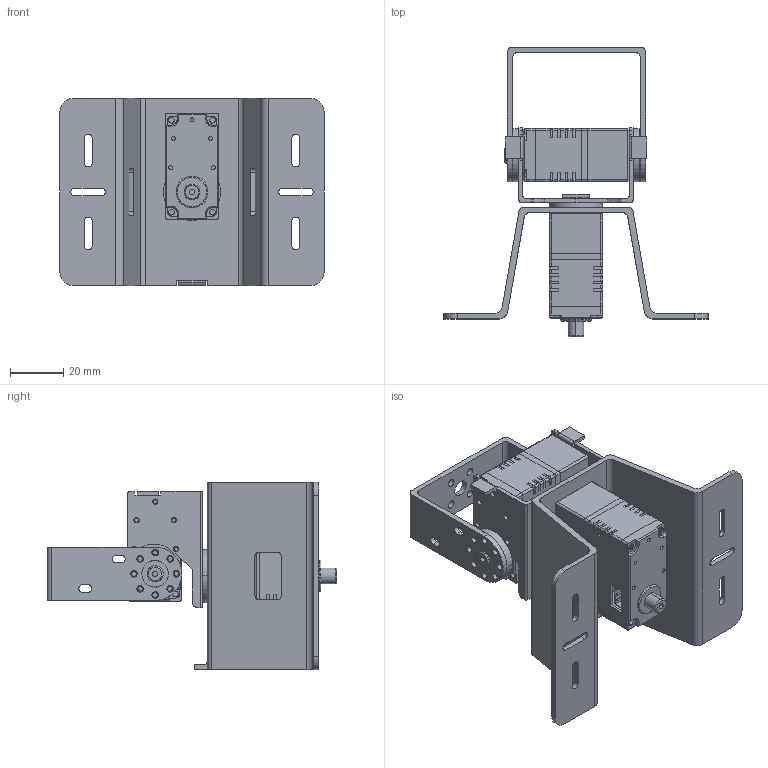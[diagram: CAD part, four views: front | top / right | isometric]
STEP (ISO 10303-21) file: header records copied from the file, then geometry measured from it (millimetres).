
FILE_DESCRIPTION (( 'STEP AP203' ), '1' );
FILE_NAME ('二自由度云台.STEP', '2024-07-05T02:26:38', ( 'Windows 用户' ), ( '' ), 'SwSTEP 2.0', 'SolidWorks 2021', '' );
FILE_SCHEMA (( 'CONFIG_CONTROL_DESIGN' ));
Length unit declared in the file: millimetre
Products named in the file (14): ____________.STEP; ____________-0.STEP; 媼赻蚕僅堁怢; 嗆攫ㄗ萵ㄘ; 貌黹儔 25-50kg邧粣嗆儂-3D; 湮U嗆儂盓殤; ______.step.STEP; 3pin____.step.STEP; 貌黹儔 25-50kg邧粣嗆儂-3D.STEP; 媼撰盓殤ㄗ陔遴ㄘ.step; ____-____.STEP; ________.STEP; 底部支架（新款,正确）; 嗆攫ㄗ翋ㄘ
Assembly tree (16 placements, depth 4):
  媼赻蚕僅堁怢
    底部支架（新款,正确）
    嗆攫ㄗ萵ㄘ
    嗆攫ㄗ翋ㄘ  x2
    媼撰盓殤ㄗ陔遴ㄘ.step
    貌黹儔 25-50kg邧粣嗆儂-3D  x2
      貌黹儔 25-50kg邧粣嗆儂-3D.STEP
        ____-____.STEP
        ____________.STEP
        ________.STEP
        ____________-0.STEP
        ______.step.STEP
        3pin____.step.STEP  x2
    湮U嗆儂盓殤
Bounding box: 99.41 x 109.14 x 70.5 mm (x, y, z)
Volume: 52935.3 mm3; surface area: 69416.3 mm2
Topology: 32 solids, 32 shells, 1671 faces, 4642 edges, 3058 vertices
Faces by surface type: plane 853, cylinder 713, cone 79, torus 22, bspline 4
Entity records: 33881 total; most frequent: CARTESIAN_POINT 6852, ORIENTED_EDGE 5386, DIRECTION 5297, EDGE_CURVE 2693, AXIS2_PLACEMENT_3D 1889, VERTEX_POINT 1776, VECTOR 1519, LINE 1519
